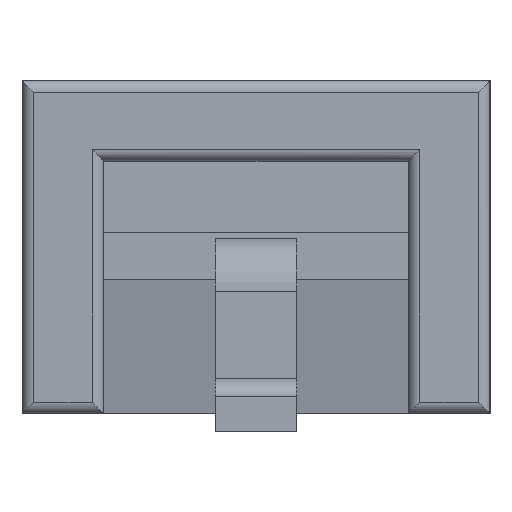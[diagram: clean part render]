
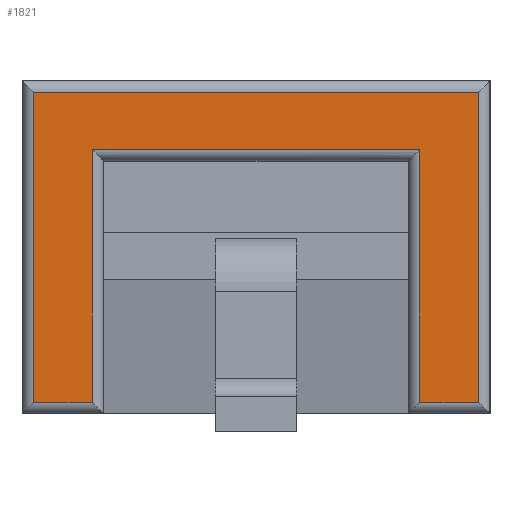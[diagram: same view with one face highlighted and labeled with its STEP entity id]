
A CAD part, left-side view. The second image highlights one B-rep face of the part: STEP entity #1821.
In plain terms, the highlighted planar face has unit normal (-1, 0, 0).
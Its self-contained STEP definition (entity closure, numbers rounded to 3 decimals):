
#41=VECTOR('',#42,1.);
#42=DIRECTION('',(0.,-1.,0.));
#50=DIRECTION('',(0.,0.,-1.));
#200=VECTOR('',#50,1.);
#206=VECTOR('',#207,1.);
#207=DIRECTION('',(0.,-1.,0.));
#276=VECTOR('',#277,1.);
#277=DIRECTION('',(0.,0.,-1.));
#1130=VERTEX_POINT('',#1131);
#1131=CARTESIAN_POINT('',(-2.45,0.7,1.28));
#1136=EDGE_CURVE('',#1130,#1137,#1139,.T.);
#1137=VERTEX_POINT('',#1138);
#1138=CARTESIAN_POINT('',(-2.45,0.7,0.2));
#1139=LINE('',#1140,#276);
#1140=CARTESIAN_POINT('',(-2.45,0.7,1.23));
#1309=EDGE_CURVE('',#1310,#1312,#1314,.T.);
#1310=VERTEX_POINT('',#1311);
#1311=CARTESIAN_POINT('',(-2.45,-0.7,1.28));
#1312=VERTEX_POINT('',#1313);
#1313=CARTESIAN_POINT('',(-2.45,-0.7,0.2));
#1314=LINE('',#1315,#200);
#1315=CARTESIAN_POINT('',(-2.45,-0.7,1.5));
#1721=VERTEX_POINT('',#1722);
#1722=CARTESIAN_POINT('',(-2.45,0.95,1.525));
#1726=ORIENTED_EDGE('',*,*,#1727,.T.);
#1727=EDGE_CURVE('',#1721,#1728,#1730,.T.);
#1728=VERTEX_POINT('',#1729);
#1729=CARTESIAN_POINT('',(-2.45,0.95,0.2));
#1730=LINE('',#1731,#276);
#1731=CARTESIAN_POINT('',(-2.45,0.95,1.575));
#1790=ORIENTED_EDGE('',*,*,#1791,.T.);
#1791=EDGE_CURVE('',#1728,#1137,#1792,.T.);
#1792=LINE('',#1793,#41);
#1793=CARTESIAN_POINT('',(-2.45,1.,0.2));
#1803=ORIENTED_EDGE('',*,*,#1804,.T.);
#1804=EDGE_CURVE('',#1130,#1310,#1805,.T.);
#1805=LINE('',#1806,#41);
#1806=CARTESIAN_POINT('',(-2.45,0.65,1.28));
#1821=ADVANCED_FACE('',(#1822),#1842,.T.);
#1822=FACE_BOUND('',#1823,.T.);
#1823=EDGE_LOOP('',(#1803,#1824,#1825,#1831,#1837,#1726,#1790,#1841));
#1824=ORIENTED_EDGE('',*,*,#1309,.T.);
#1825=ORIENTED_EDGE('',*,*,#1826,.T.);
#1826=EDGE_CURVE('',#1312,#1827,#1829,.T.);
#1827=VERTEX_POINT('',#1828);
#1828=CARTESIAN_POINT('',(-2.45,-0.95,0.2));
#1829=LINE('',#1830,#206);
#1830=CARTESIAN_POINT('',(-2.45,-0.65,0.2));
#1831=ORIENTED_EDGE('',*,*,#1832,.F.);
#1832=EDGE_CURVE('',#1833,#1827,#1835,.T.);
#1833=VERTEX_POINT('',#1834);
#1834=CARTESIAN_POINT('',(-2.45,-0.95,1.525));
#1835=LINE('',#1836,#200);
#1836=CARTESIAN_POINT('',(-2.45,-0.95,1.5));
#1837=ORIENTED_EDGE('',*,*,#1838,.F.);
#1838=EDGE_CURVE('',#1721,#1833,#1839,.T.);
#1839=LINE('',#1840,#41);
#1840=CARTESIAN_POINT('',(-2.45,1.,1.525));
#1841=ORIENTED_EDGE('',*,*,#1136,.F.);
#1842=PLANE('',#1843);
#1843=AXIS2_PLACEMENT_3D('',#1844,#1845,#1846);
#1844=CARTESIAN_POINT('',(-2.45,0.,1.007));
#1845=DIRECTION('',(-1.,0.,0.));
#1846=DIRECTION('',(0.,1.,0.));
